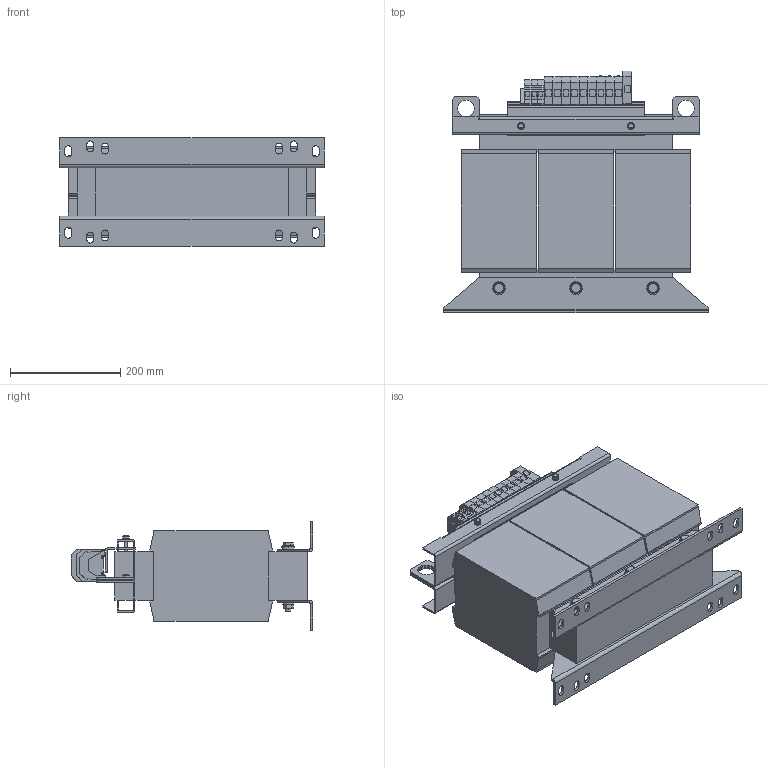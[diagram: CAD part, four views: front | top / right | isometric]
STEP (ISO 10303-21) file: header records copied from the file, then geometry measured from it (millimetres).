
FILE_DESCRIPTION (( 'STEP AP214' ), '1' );
FILE_NAME ('202393.STEP', '2020-05-28T17:50:25', ( '' ), ( '' ), 'SwSTEP 2.0', 'SolidWorks 2018', '' );
FILE_SCHEMA (( 'AUTOMOTIVE_DESIGN' ));
Length unit declared in the file: millimetre
Products named in the file (1): 202393
Bounding box: 480 x 439.55 x 198 mm (x, y, z)
Volume: 20015190 mm3; surface area: 1108449.7 mm2
Topology: 1 solids, 1 shells, 1371 faces, 3361 edges, 2078 vertices
Faces by surface type: plane 965, cylinder 306, cone 68, torus 24, sphere 8
Entity records: 40205 total; most frequent: CARTESIAN_POINT 7515, DIRECTION 6729, ORIENTED_EDGE 6722, EDGE_CURVE 3361, LINE 2489, VECTOR 2489, AXIS2_PLACEMENT_3D 2120, VERTEX_POINT 2078
